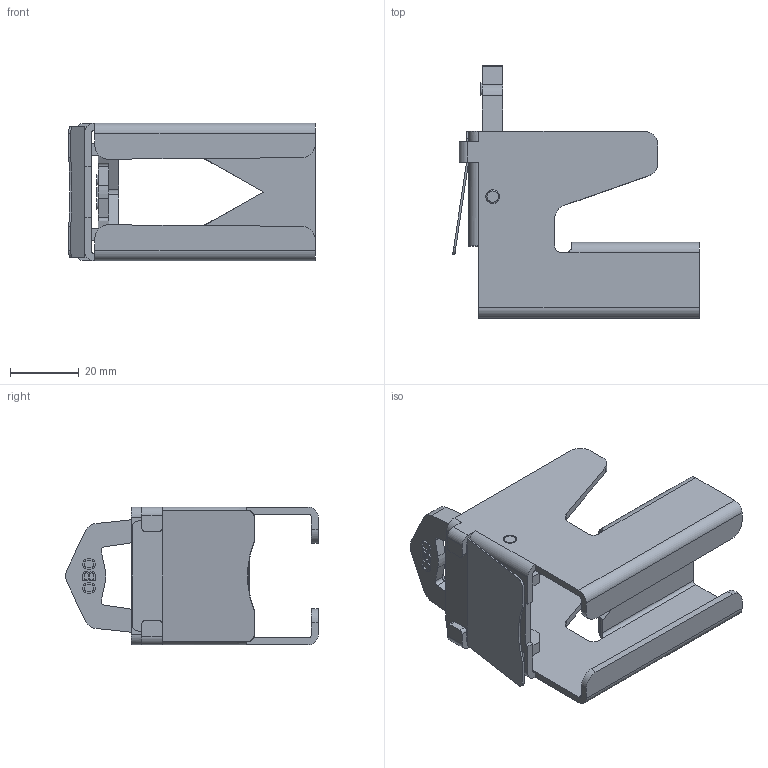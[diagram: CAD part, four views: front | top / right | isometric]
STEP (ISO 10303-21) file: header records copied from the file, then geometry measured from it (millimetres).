
FILE_DESCRIPTION((''),'2;1');
FILE_NAME('1408046_ASM','2012-07-06T',('AndreasKeweloh'),(''),'PRO/ENGINEER BY PARAMETRIC TECHNOLOGY CORPORATION, 2012130','PRO/ENGINEER BY PARAMETRIC TECHNOLOGY CORPORATION, 2012130','');
FILE_SCHEMA(('CONFIG_CONTROL_DESIGN'));
Length unit declared in the file: millimetre
Products named in the file (4): 1408046_2; 1408046_KLEMMBLECH; 1408046_HEBEL; 1408046_ASM
Assembly tree (3 placements, depth 2):
  1408046_ASM
    1408046_2
    1408046_KLEMMBLECH
    1408046_HEBEL
Bounding box: 71.59 x 73.37 x 40 mm (x, y, z)
Volume: 21082.3 mm3; surface area: 24054.3 mm2
Topology: 3 solids, 3 shells, 319 faces, 910 edges, 600 vertices
Faces by surface type: plane 247, cylinder 68, torus 4
Entity records: 10452 total; most frequent: CARTESIAN_POINT 1884, ORIENTED_EDGE 1820, DIRECTION 1694, EDGE_CURVE 910, VECTOR 762, LINE 762, VERTEX_POINT 600, AXIS2_PLACEMENT_3D 466
